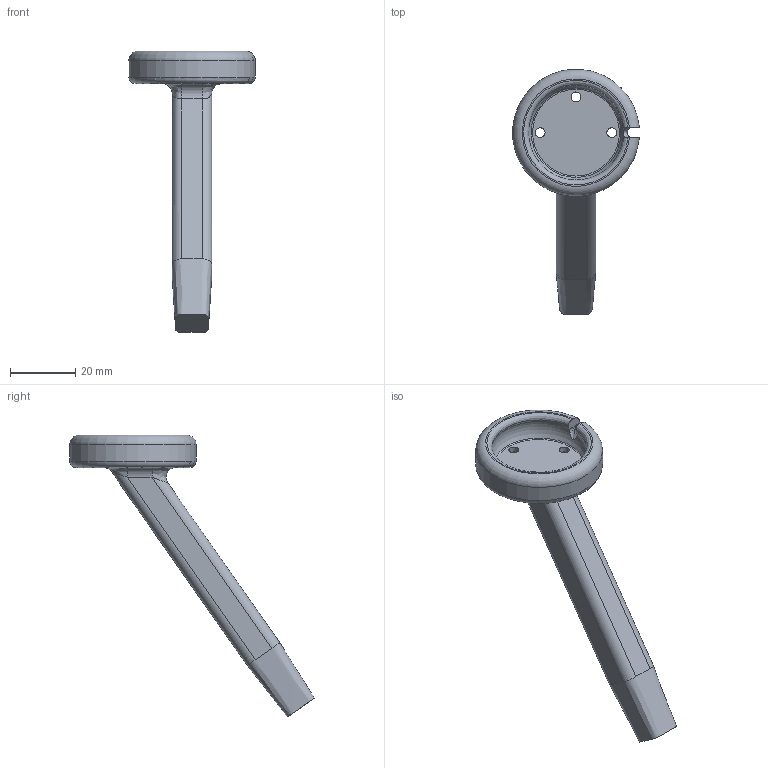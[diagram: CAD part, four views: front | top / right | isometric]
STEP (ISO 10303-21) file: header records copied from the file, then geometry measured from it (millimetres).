
FILE_DESCRIPTION(/* description */ (''),/* implementation_level */ '2;1');
FILE_NAME(/* name */ 'stand.step',/* time_stamp */ '2024-11-16T22:27:54+09:00',/* author */ (''),/* organization */ (''),/* preprocessor_version */ 'ST-DEVELOPER v20',/* originating_system */ 'Autodesk Translation Framework v13.20.0.188',/* authorisation */ '');
FILE_SCHEMA (('AUTOMOTIVE_DESIGN { 1 0 10303 214 3 1 1 }'));
Length unit declared in the file: millimetre
Products named in the file (1): 充電器置き
Bounding box: 38.86 x 75.19 x 86.63 mm (x, y, z)
Volume: 17577 mm3; surface area: 8139.6 mm2
Topology: 1 solids, 1 shells, 70 faces, 178 edges, 106 vertices
Faces by surface type: cylinder 28, plane 20, bspline 16, torus 6
Full cylindrical faces by diameter (mm): 3 x3
Entity records: 3511 total; most frequent: CARTESIAN_POINT 1881, ORIENTED_EDGE 346, DIRECTION 315, EDGE_CURVE 173, AXIS2_PLACEMENT_3D 126, VERTEX_POINT 106, EDGE_LOOP 77, FACE_OUTER_BOUND 70
